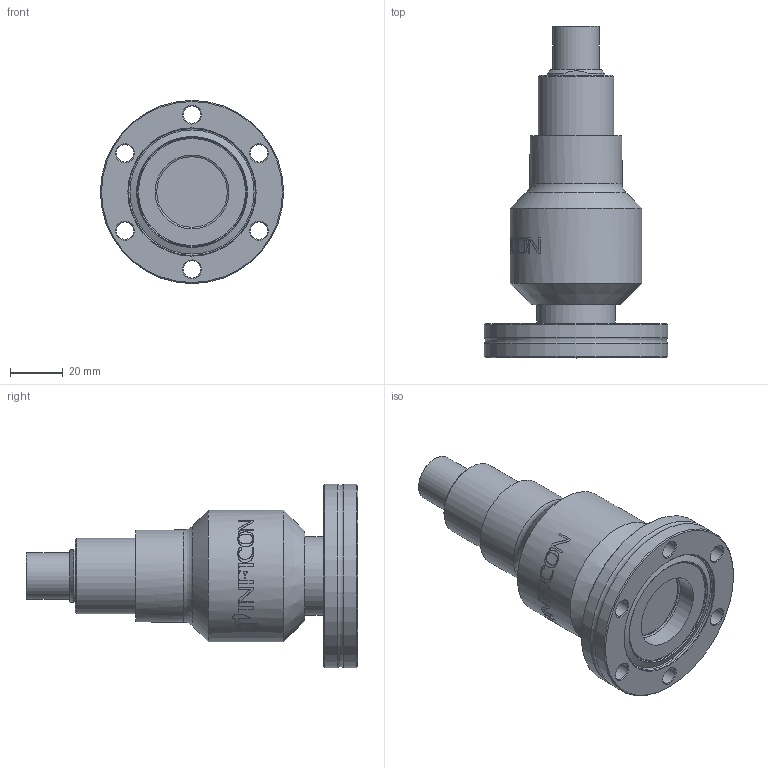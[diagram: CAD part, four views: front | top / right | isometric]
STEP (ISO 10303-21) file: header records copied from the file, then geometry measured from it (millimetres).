
FILE_DESCRIPTION(/* description */ (''),/* implementation_level */ '2;1');
FILE_NAME(/* name */ 'Ausfhrung Triax - DN 40 CF-F.stp',/* time_stamp */ '2024-03-08T15:52:10+01:00',/* author */ ('quen001'),/* organization */ (''),/* preprocessor_version */ 'ST-DEVELOPER v19.2',/* originating_system */ 'Autodesk Inventor 2023',/* authorisation */ '');
FILE_SCHEMA (('AUTOMOTIVE_DESIGN { 1 0 10303 214 3 1 1 }'));
Products named in the file (1): Bauteil83
Bounding box: 69.5 x 125.9 x 69.5 mm (x, y, z)
Volume: 156600.5 mm3; surface area: 34604 mm2
Topology: 1 solids, 4 shells, 1161 faces, 3355 edges, 2231 vertices
Faces by surface type: plane 589, bspline 445, cylinder 59, cone 53, torus 15
Full cylindrical faces by diameter (mm): 2.4 x1, 3 x1, 3.5 x1, 4 x3, 4.3 x2, 4.5 x2, 6.6 x6, 6.7 x1, 7 x2, 7.3 x1, 7.5 x3, 8 x1, 9 x1, 11 x1, 12 x1, 15.1 x1, 17.8 x1, 18 x1, 18.2 x1, 26.7 x1, 27 x1, 27.5 x1, 28 x1, 28.8 x1, 29.8 x1, 29.9 x1, 30 x1, 35 x1, 46 x1, 46.1 x1
Entity records: 46354 total; most frequent: CARTESIAN_POINT 14657, ORIENTED_EDGE 6710, DIRECTION 6239, EDGE_CURVE 3355, AXIS2_PLACEMENT_3D 2441, VERTEX_POINT 2230, ELLIPSE 1432, LINE 1357
